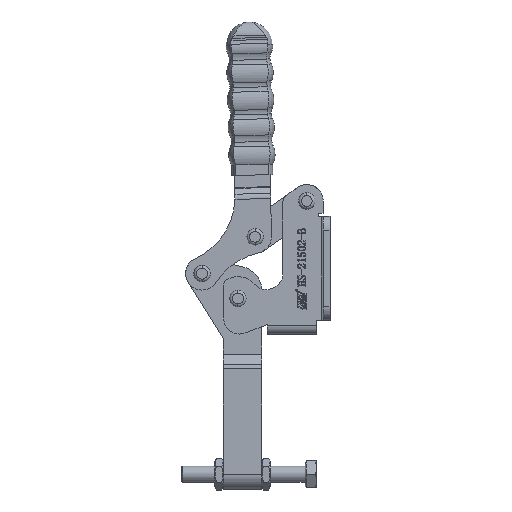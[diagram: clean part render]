
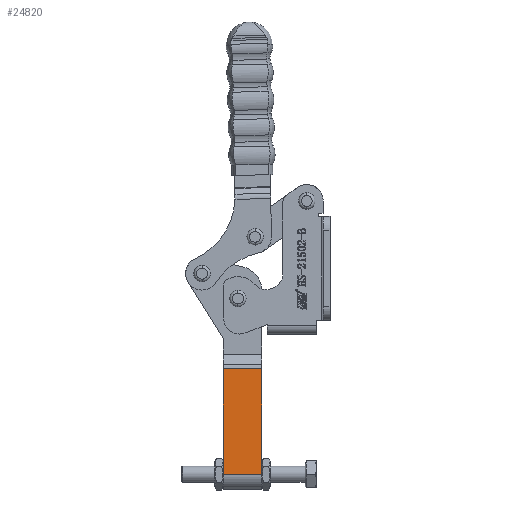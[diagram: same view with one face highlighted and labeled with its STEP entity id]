
A CAD part, left-side view. The second image highlights one B-rep face of the part: STEP entity #24820.
In plain terms, the highlighted face is planar.
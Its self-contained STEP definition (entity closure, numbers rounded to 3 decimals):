
#3491 = FACE_OUTER_BOUND ( 'NONE', #11614, .T. ) ;
#10248 = ORIENTED_EDGE ( 'NONE', *, *, #16901, .T. ) ;
#10249 = ORIENTED_EDGE ( 'NONE', *, *, #17056, .T. ) ;
#10250 = ORIENTED_EDGE ( 'NONE', *, *, #16899, .T. ) ;
#10251 = ORIENTED_EDGE ( 'NONE', *, *, #16897, .F. ) ;
#11614 = EDGE_LOOP ( 'NONE', ( #10248, #10249, #10250, #10251 ) ) ;
#15298 = LINE ( 'NONE', #20884, #15301 ) ;
#15301 = VECTOR ( 'NONE', #20885, 1000. ) ;
#15302 = LINE ( 'NONE', #20872, #15304 ) ;
#15304 = VECTOR ( 'NONE', #20879, 1000. ) ;
#15305 = LINE ( 'NONE', #20891, #15308 ) ;
#15308 = VECTOR ( 'NONE', #20892, 1000. ) ;
#16545 = AXIS2_PLACEMENT_3D ( 'NONE', #17416, #17424, #17425 ) ;
#16897 = EDGE_CURVE ( 'NONE', #30239, #30237, #15298, .T. ) ;
#16899 = EDGE_CURVE ( 'NONE', #30288, #30237, #15302, .T. ) ;
#16901 = EDGE_CURVE ( 'NONE', #30239, #30295, #15305, .T. ) ;
#17056 = EDGE_CURVE ( 'NONE', #30295, #30288, #26810, .T. ) ;
#17416 = CARTESIAN_POINT ( 'NONE',  ( 0., -5.6, 29. ) ) ;
#17421 = PLANE ( 'NONE',  #16545 ) ;
#17424 = DIRECTION ( 'NONE',  ( 0., 1., 0. ) ) ;
#17425 = DIRECTION ( 'NONE',  ( 0., 0., 1. ) ) ;
#18761 = CARTESIAN_POINT ( 'NONE',  ( 38.525, -5.6, 0. ) ) ;
#18762 = CARTESIAN_POINT ( 'NONE',  ( 38.525, -5.6, 14. ) ) ;
#18810 = CARTESIAN_POINT ( 'NONE',  ( 0., -5.6, 0. ) ) ;
#18816 = CARTESIAN_POINT ( 'NONE',  ( 0., -5.6, 14. ) ) ;
#20872 = CARTESIAN_POINT ( 'NONE',  ( 0., -5.6, 0. ) ) ;
#20879 = DIRECTION ( 'NONE',  ( 1., 0., 0. ) ) ;
#20884 = CARTESIAN_POINT ( 'NONE',  ( 38.525, -5.6, 29. ) ) ;
#20885 = DIRECTION ( 'NONE',  ( 0., 0., -1. ) ) ;
#20891 = CARTESIAN_POINT ( 'NONE',  ( 0., -5.6, 14. ) ) ;
#20892 = DIRECTION ( 'NONE',  ( -1., 0., 0. ) ) ;
#21294 = CARTESIAN_POINT ( 'NONE',  ( 0., -5.6, 29. ) ) ;
#21295 = DIRECTION ( 'NONE',  ( 0., 0., -1. ) ) ;
#24820 = ADVANCED_FACE ( 'NONE', ( #3491 ), #17421, .F. ) ;
#26810 = LINE ( 'NONE', #21294, #26819 ) ;
#26819 = VECTOR ( 'NONE', #21295, 1000. ) ;
#30237 = VERTEX_POINT ( 'NONE', #18761 ) ;
#30239 = VERTEX_POINT ( 'NONE', #18762 ) ;
#30288 = VERTEX_POINT ( 'NONE', #18810 ) ;
#30295 = VERTEX_POINT ( 'NONE', #18816 ) ;
